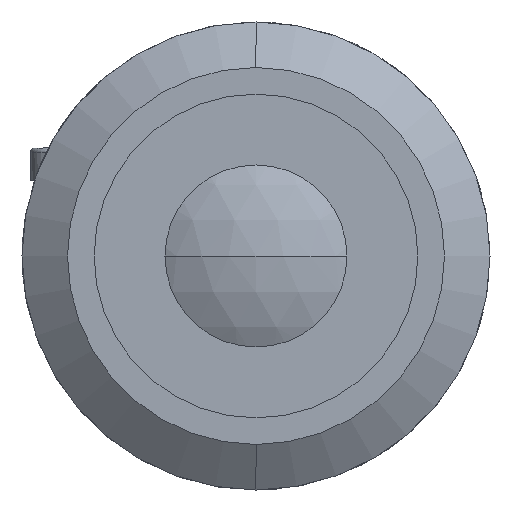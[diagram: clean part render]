
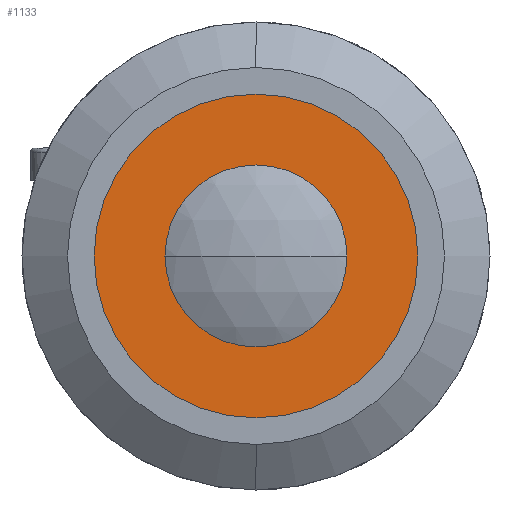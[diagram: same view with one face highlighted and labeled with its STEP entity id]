
A CAD part, left-side view. The second image highlights one B-rep face of the part: STEP entity #1133.
In plain terms, the highlighted planar face has unit normal (-1, 0, 0).
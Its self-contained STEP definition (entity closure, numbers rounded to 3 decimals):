
#101 = CIRCLE ( 'NONE', #1791, 7. ) ;
#113 = VERTEX_POINT ( 'NONE', #2728 ) ;
#214 = CARTESIAN_POINT ( 'NONE',  ( 3.8, 0., 0. ) ) ;
#263 = EDGE_LOOP ( 'NONE', ( #2760, #3636 ) ) ;
#286 = CARTESIAN_POINT ( 'NONE',  ( 3.8, 0., 0. ) ) ;
#354 = DIRECTION ( 'NONE',  ( 1., 0., 0. ) ) ;
#531 = DIRECTION ( 'NONE',  ( 0., 0., 1. ) ) ;
#555 = CIRCLE ( 'NONE', #3164, 7. ) ;
#556 = CARTESIAN_POINT ( 'NONE',  ( 3.8, 0., -13. ) ) ;
#616 = DIRECTION ( 'NONE',  ( 0., 0., 1. ) ) ;
#716 = ORIENTED_EDGE ( 'NONE', *, *, #2109, .T. ) ;
#971 = VERTEX_POINT ( 'NONE', #556 ) ;
#988 = CARTESIAN_POINT ( 'NONE',  ( 3.8, 0., -7. ) ) ;
#1010 = EDGE_LOOP ( 'NONE', ( #3713, #716 ) ) ;
#1133 = ADVANCED_FACE ( 'NONE', ( #1306, #1302 ), #1837, .F. ) ;
#1157 = VERTEX_POINT ( 'NONE', #988 ) ;
#1232 = EDGE_CURVE ( 'NONE', #1157, #2397, #101, .T. ) ;
#1258 = EDGE_CURVE ( 'NONE', #113, #971, #1537, .T. ) ;
#1277 = CARTESIAN_POINT ( 'NONE',  ( 3.8, 0., 7. ) ) ;
#1302 = FACE_OUTER_BOUND ( 'NONE', #1010, .T. ) ;
#1306 = FACE_BOUND ( 'NONE', #263, .T. ) ;
#1471 = DIRECTION ( 'NONE',  ( -1., 0., 0. ) ) ;
#1537 = CIRCLE ( 'NONE', #2377, 13. ) ;
#1688 = EDGE_CURVE ( 'NONE', #2397, #1157, #555, .T. ) ;
#1744 = CARTESIAN_POINT ( 'NONE',  ( 3.8, 0., 0. ) ) ;
#1791 = AXIS2_PLACEMENT_3D ( 'NONE', #1744, #3673, #2029 ) ;
#1837 = PLANE ( 'NONE',  #3361 ) ;
#2029 = DIRECTION ( 'NONE',  ( 0., 0., 1. ) ) ;
#2109 = EDGE_CURVE ( 'NONE', #971, #113, #2963, .T. ) ;
#2309 = DIRECTION ( 'NONE',  ( -1., 0., 0. ) ) ;
#2376 = DIRECTION ( 'NONE',  ( -1., 0., 0. ) ) ;
#2377 = AXIS2_PLACEMENT_3D ( 'NONE', #3168, #1471, #3437 ) ;
#2397 = VERTEX_POINT ( 'NONE', #1277 ) ;
#2427 = DIRECTION ( 'NONE',  ( 0., 0., -1. ) ) ;
#2464 = AXIS2_PLACEMENT_3D ( 'NONE', #214, #2309, #531 ) ;
#2728 = CARTESIAN_POINT ( 'NONE',  ( 3.8, 0., 13. ) ) ;
#2760 = ORIENTED_EDGE ( 'NONE', *, *, #1688, .F. ) ;
#2963 = CIRCLE ( 'NONE', #2464, 13. ) ;
#3164 = AXIS2_PLACEMENT_3D ( 'NONE', #286, #2376, #616 ) ;
#3168 = CARTESIAN_POINT ( 'NONE',  ( 3.8, 0., 0. ) ) ;
#3252 = CARTESIAN_POINT ( 'NONE',  ( 3.8, 13., 0. ) ) ;
#3361 = AXIS2_PLACEMENT_3D ( 'NONE', #3252, #354, #2427 ) ;
#3437 = DIRECTION ( 'NONE',  ( 0., 0., 1. ) ) ;
#3636 = ORIENTED_EDGE ( 'NONE', *, *, #1232, .F. ) ;
#3673 = DIRECTION ( 'NONE',  ( -1., 0., 0. ) ) ;
#3713 = ORIENTED_EDGE ( 'NONE', *, *, #1258, .T. ) ;
